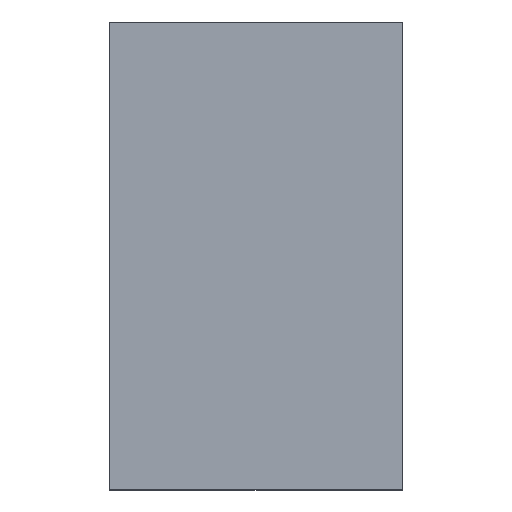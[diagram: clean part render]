
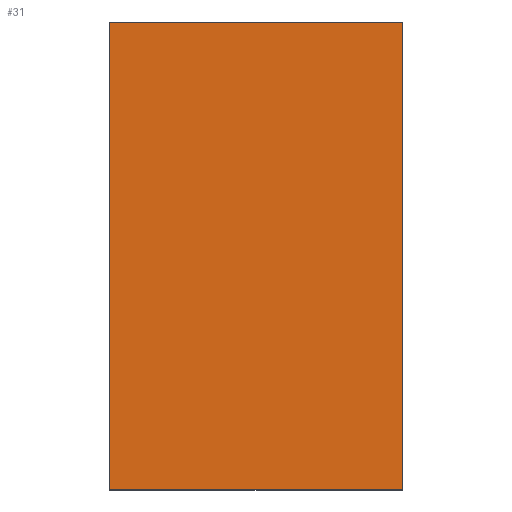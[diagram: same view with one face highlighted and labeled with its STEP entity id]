
A CAD part, top view. The second image highlights one B-rep face of the part: STEP entity #31.
In plain terms, the highlighted planar face has unit normal (0, 0, 1).
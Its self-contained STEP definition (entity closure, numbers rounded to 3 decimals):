
#1 = VECTOR ( 'NONE', #105, 1000. ) ;
#8 = LINE ( 'NONE', #124, #180 ) ;
#15 = LINE ( 'NONE', #48, #1 ) ;
#17 = VERTEX_POINT ( 'NONE', #133 ) ;
#20 = CARTESIAN_POINT ( 'NONE',  ( 125., 200., 25. ) ) ;
#28 = CARTESIAN_POINT ( 'NONE',  ( 0., 0., 25. ) ) ;
#31 = ADVANCED_FACE ( 'NONE', ( #72 ), #175, .F. ) ;
#36 = CARTESIAN_POINT ( 'NONE',  ( -125., -200., 25. ) ) ;
#41 = EDGE_LOOP ( 'NONE', ( #169, #97, #185, #115 ) ) ;
#48 = CARTESIAN_POINT ( 'NONE',  ( -125., -200., 25. ) ) ;
#54 = VERTEX_POINT ( 'NONE', #176 ) ;
#55 = EDGE_CURVE ( 'NONE', #54, #99, #15, .T. ) ;
#59 = DIRECTION ( 'NONE',  ( -1., 0., 0. ) ) ;
#72 = FACE_OUTER_BOUND ( 'NONE', #41, .T. ) ;
#75 = DIRECTION ( 'NONE',  ( 0., 1., 0. ) ) ;
#84 = AXIS2_PLACEMENT_3D ( 'NONE', #28, #87, #59 ) ;
#87 = DIRECTION ( 'NONE',  ( 0., 0., -1. ) ) ;
#97 = ORIENTED_EDGE ( 'NONE', *, *, #55, .T. ) ;
#99 = VERTEX_POINT ( 'NONE', #36 ) ;
#105 = DIRECTION ( 'NONE',  ( 0., -1., 0. ) ) ;
#107 = CARTESIAN_POINT ( 'NONE',  ( 125., -200., 25. ) ) ;
#110 = LINE ( 'NONE', #20, #134 ) ;
#113 = VERTEX_POINT ( 'NONE', #177 ) ;
#114 = EDGE_CURVE ( 'NONE', #99, #17, #123, .T. ) ;
#115 = ORIENTED_EDGE ( 'NONE', *, *, #116, .T. ) ;
#116 = EDGE_CURVE ( 'NONE', #17, #113, #8, .T. ) ;
#123 = LINE ( 'NONE', #107, #138 ) ;
#124 = CARTESIAN_POINT ( 'NONE',  ( 125., -200., 25. ) ) ;
#133 = CARTESIAN_POINT ( 'NONE',  ( 125., -200., 25. ) ) ;
#134 = VECTOR ( 'NONE', #135, 1000. ) ;
#135 = DIRECTION ( 'NONE',  ( -1., 0., 0. ) ) ;
#138 = VECTOR ( 'NONE', #162, 1000. ) ;
#162 = DIRECTION ( 'NONE',  ( 1., 0., 0. ) ) ;
#169 = ORIENTED_EDGE ( 'NONE', *, *, #186, .T. ) ;
#175 = PLANE ( 'NONE',  #84 ) ;
#176 = CARTESIAN_POINT ( 'NONE',  ( -125., 200., 25. ) ) ;
#177 = CARTESIAN_POINT ( 'NONE',  ( 125., 200., 25. ) ) ;
#180 = VECTOR ( 'NONE', #75, 1000. ) ;
#185 = ORIENTED_EDGE ( 'NONE', *, *, #114, .T. ) ;
#186 = EDGE_CURVE ( 'NONE', #113, #54, #110, .T. ) ;
